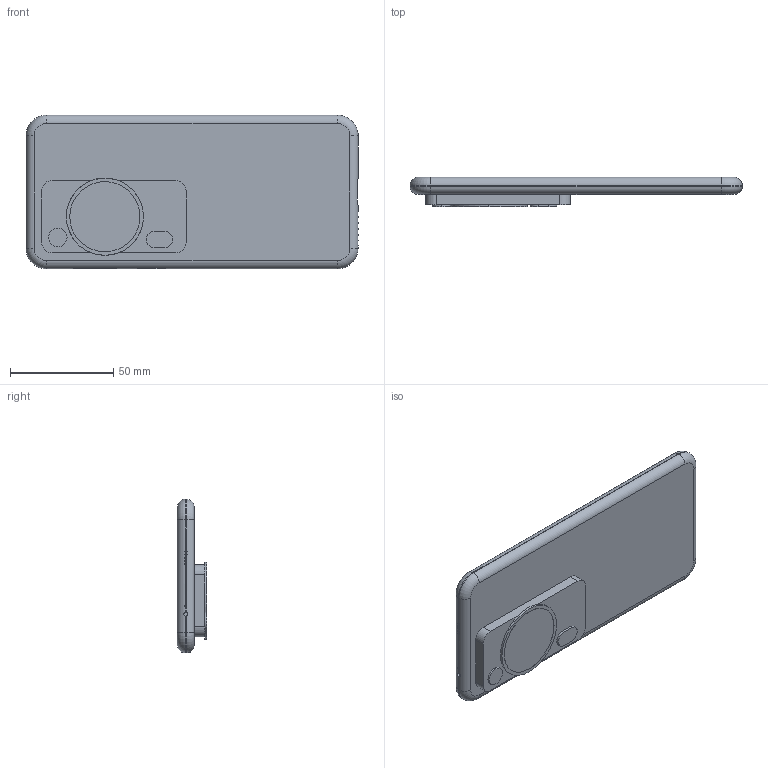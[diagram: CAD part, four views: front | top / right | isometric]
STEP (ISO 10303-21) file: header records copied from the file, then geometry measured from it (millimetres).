
FILE_DESCRIPTION (( 'STEP AP203' ), '1' );
FILE_NAME ('×°ÅäÌå2.STEP', '2025-01-15T04:04:52', ( '' ), ( '' ), 'SwSTEP 2.0', 'SolidWorks 2024', '' );
FILE_SCHEMA (( 'CONFIG_CONTROL_DESIGN' ));
Length unit declared in the file: millimetre
Products named in the file (5): 装配体2; 零件3; 零件1; 零件4; 零件2
Assembly tree (4 placements, depth 2):
  装配体2
    零件1
    零件2
    零件3
    零件4
Bounding box: 161 x 14.4 x 74.5 mm (x, y, z)
Volume: 108570.4 mm3; surface area: 33399.7 mm2
Topology: 4 solids, 4 shells, 167 faces, 437 edges, 285 vertices
Faces by surface type: plane 80, cylinder 79, torus 8
Entity records: 6215 total; most frequent: CARTESIAN_POINT 1496, DIRECTION 930, ORIENTED_EDGE 874, EDGE_CURVE 437, AXIS2_PLACEMENT_3D 369, VERTEX_POINT 285, CIRCLE 195, LINE 192
